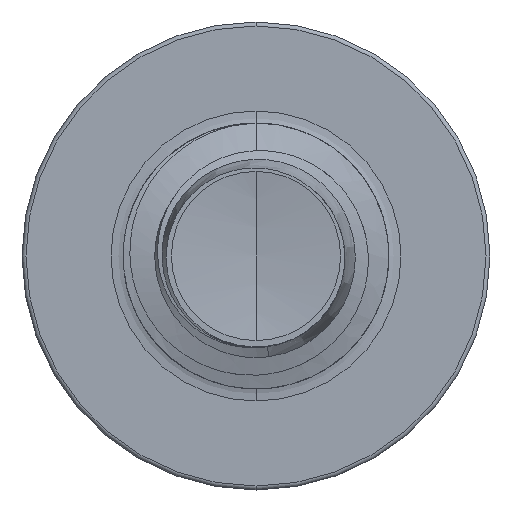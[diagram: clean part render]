
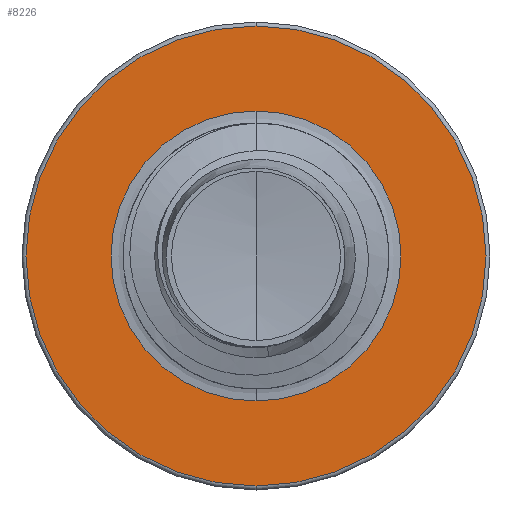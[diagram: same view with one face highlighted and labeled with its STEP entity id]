
A CAD part, front view. The second image highlights one B-rep face of the part: STEP entity #8226.
In plain terms, the highlighted planar face has unit normal (0, -1, 0).
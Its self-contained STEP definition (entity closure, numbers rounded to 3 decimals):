
#54 = PLANE ( 'NONE',  #17274 ) ;
#441 = VERTEX_POINT ( 'NONE', #3430 ) ;
#2128 = EDGE_CURVE ( 'NONE', #441, #3771, #18730, .T. ) ;
#2274 = VERTEX_POINT ( 'NONE', #2831 ) ;
#2831 = CARTESIAN_POINT ( 'NONE',  ( 0., 5.5, 2.163 ) ) ;
#3430 = CARTESIAN_POINT ( 'NONE',  ( 0., 5.5, -1.363 ) ) ;
#3771 = VERTEX_POINT ( 'NONE', #6708 ) ;
#4219 = ORIENTED_EDGE ( 'NONE', *, *, #6981, .F. ) ;
#4491 = CARTESIAN_POINT ( 'NONE',  ( 0., 5.5, 0. ) ) ;
#4984 = EDGE_CURVE ( 'NONE', #2274, #5664, #11864, .T. ) ;
#5433 = EDGE_LOOP ( 'NONE', ( #9341, #18376 ) ) ;
#5664 = VERTEX_POINT ( 'NONE', #21131 ) ;
#6430 = DIRECTION ( 'NONE',  ( 0., 0., 1. ) ) ;
#6567 = DIRECTION ( 'NONE',  ( 0., 0., 1. ) ) ;
#6651 = DIRECTION ( 'NONE',  ( 0., 1., 0. ) ) ;
#6708 = CARTESIAN_POINT ( 'NONE',  ( 0., 5.5, 1.363 ) ) ;
#6725 = CARTESIAN_POINT ( 'NONE',  ( 0., 5.5, 0. ) ) ;
#6947 = EDGE_CURVE ( 'NONE', #3771, #441, #13567, .T. ) ;
#6981 = EDGE_CURVE ( 'NONE', #5664, #2274, #7933, .T. ) ;
#7933 = CIRCLE ( 'NONE', #14226, 2.163 ) ;
#8226 = ADVANCED_FACE ( 'NONE', ( #8753, #17467 ), #54, .F. ) ;
#8753 = FACE_OUTER_BOUND ( 'NONE', #21049, .T. ) ;
#9227 = AXIS2_PLACEMENT_3D ( 'NONE', #4491, #17150, #6430 ) ;
#9341 = ORIENTED_EDGE ( 'NONE', *, *, #6947, .T. ) ;
#9990 = CARTESIAN_POINT ( 'NONE',  ( 0., 5.5, -1.363 ) ) ;
#10282 = DIRECTION ( 'NONE',  ( 0., 1., 0. ) ) ;
#10654 = AXIS2_PLACEMENT_3D ( 'NONE', #12560, #12557, #12540 ) ;
#11790 = AXIS2_PLACEMENT_3D ( 'NONE', #6725, #6651, #6567 ) ;
#11864 = CIRCLE ( 'NONE', #10654, 2.163 ) ;
#12087 = DIRECTION ( 'NONE',  ( 0., 0., 1. ) ) ;
#12540 = DIRECTION ( 'NONE',  ( 0., 0., 1. ) ) ;
#12557 = DIRECTION ( 'NONE',  ( 0., 1., 0. ) ) ;
#12560 = CARTESIAN_POINT ( 'NONE',  ( 0., 5.5, 0. ) ) ;
#13567 = CIRCLE ( 'NONE', #9227, 1.363 ) ;
#14226 = AXIS2_PLACEMENT_3D ( 'NONE', #19949, #10282, #21177 ) ;
#17150 = DIRECTION ( 'NONE',  ( 0., 1., 0. ) ) ;
#17274 = AXIS2_PLACEMENT_3D ( 'NONE', #9990, #21090, #12087 ) ;
#17467 = FACE_BOUND ( 'NONE', #5433, .T. ) ;
#17912 = ORIENTED_EDGE ( 'NONE', *, *, #4984, .F. ) ;
#18376 = ORIENTED_EDGE ( 'NONE', *, *, #2128, .T. ) ;
#18730 = CIRCLE ( 'NONE', #11790, 1.363 ) ;
#19949 = CARTESIAN_POINT ( 'NONE',  ( 0., 5.5, 0. ) ) ;
#21049 = EDGE_LOOP ( 'NONE', ( #17912, #4219 ) ) ;
#21090 = DIRECTION ( 'NONE',  ( 0., 1., 0. ) ) ;
#21131 = CARTESIAN_POINT ( 'NONE',  ( 0., 5.5, -2.162 ) ) ;
#21177 = DIRECTION ( 'NONE',  ( 0., 0., 1. ) ) ;
